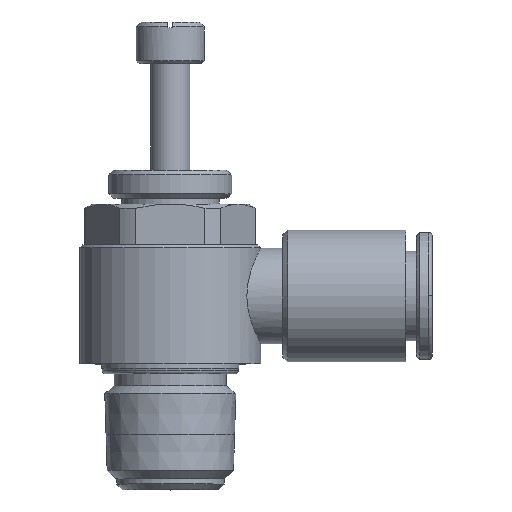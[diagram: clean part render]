
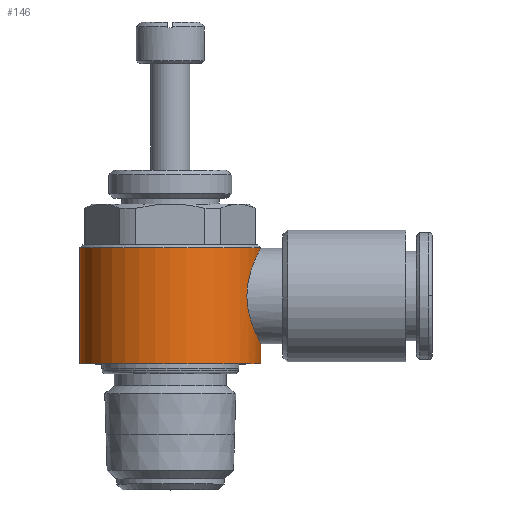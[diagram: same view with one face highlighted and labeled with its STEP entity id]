
A CAD part, top view. The second image highlights one B-rep face of the part: STEP entity #146.
In plain terms, the highlighted cylindrical face has radius 9.25 mm (diameter 18.5 mm), a partial arc.
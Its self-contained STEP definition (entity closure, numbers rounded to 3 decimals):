
#146=ADVANCED_FACE('',(#364),#365,.T.);
#364=FACE_OUTER_BOUND('',#587,.T.);
#365=CYLINDRICAL_SURFACE('',#588,9.25);
#587=EDGE_LOOP('',(#1333,#1334,#1335,#1336,#1337,#1338));
#588=AXIS2_PLACEMENT_3D('',#1339,#1340,#1341);
#1333=ORIENTED_EDGE('',*,*,#1379,.T.);
#1334=ORIENTED_EDGE('',*,*,#1468,.T.);
#1335=ORIENTED_EDGE('',*,*,#1382,.T.);
#1336=ORIENTED_EDGE('',*,*,#1605,.F.);
#1337=ORIENTED_EDGE('',*,*,#1381,.T.);
#1338=ORIENTED_EDGE('',*,*,#1606,.T.);
#1339=CARTESIAN_POINT('',(0.0,5.95,0.0));
#1340=DIRECTION('',(-0.0,1.0,0.0));
#1341=DIRECTION('',(1.0,0.0,0.0));
#1379=EDGE_CURVE('',#1616,#1617,#1618,.T.);
#1381=EDGE_CURVE('',#1611,#1619,#1621,.T.);
#1382=EDGE_CURVE('',#1622,#1608,#1623,.T.);
#1468=EDGE_CURVE('',#1617,#1622,#1781,.T.);
#1605=EDGE_CURVE('',#1611,#1608,#1982,.T.);
#1606=EDGE_CURVE('',#1619,#1616,#1983,.T.);
#1608=VERTEX_POINT('',#1985);
#1611=VERTEX_POINT('',#1989);
#1616=VERTEX_POINT('',#1995);
#1617=VERTEX_POINT('',#1996);
#1618=LINE('',#1997,#1998);
#1619=VERTEX_POINT('',#1999);
#1621=LINE('',#2001,#2002);
#1622=VERTEX_POINT('',#2003);
#1623=LINE('',#2004,#2005);
#1781=B_SPLINE_CURVE_WITH_KNOTS('',3,(#2270,#2271,#2272,#2273,#2274,#2275,#2276,#2277,#2278,#2279,#2280,#2281,#2282,#2283,#2284,#2285,#2286,#2287,#2288,#2289,#2290,#2291,#2292,#2293,#2294,#2295,#2296,#2297,#2298,#2299,#2300,#2301,#2302,#2303),.UNSPECIFIED.,.F.,.F.,(4,2,2,2,2,2,2,2,2,2,2,2,2,2,2,2,4),(7.556,8.499,9.441,10.384,11.327,12.273,13.219,14.165,15.112,16.058,17.004,17.95,18.896,19.839,20.782,21.725,22.667),.UNSPECIFIED.);
#1982=CIRCLE('',#2755,9.25);
#1983=CIRCLE('',#2756,9.25);
#1985=CARTESIAN_POINT('',(9.25,11.9,0.0));
#1989=CARTESIAN_POINT('',(-9.25,11.9,0.));
#1995=CARTESIAN_POINT('',(9.25,0.0,0.0));
#1996=CARTESIAN_POINT('',(9.25,2.05,0.));
#1997=CARTESIAN_POINT('',(9.25,5.95,0.));
#1998=VECTOR('',#2766,1.0);
#1999=CARTESIAN_POINT('',(-9.25,0.0,0.));
#2001=CARTESIAN_POINT('',(-9.25,5.95,0.));
#2002=VECTOR('',#2770,1.0);
#2003=CARTESIAN_POINT('',(9.25,11.85,0.));
#2004=CARTESIAN_POINT('',(9.25,5.95,0.));
#2005=VECTOR('',#2771,1.0);
#2270=CARTESIAN_POINT('',(9.25,2.05,0.));
#2271=CARTESIAN_POINT('',(9.25,2.05,0.314));
#2272=CARTESIAN_POINT('',(9.234,2.081,0.637));
#2273=CARTESIAN_POINT('',(9.167,2.208,1.276));
#2274=CARTESIAN_POINT('',(9.117,2.304,1.592));
#2275=CARTESIAN_POINT('',(8.991,2.556,2.194));
#2276=CARTESIAN_POINT('',(8.915,2.712,2.481));
#2277=CARTESIAN_POINT('',(8.751,3.07,3.009));
#2278=CARTESIAN_POINT('',(8.663,3.272,3.251));
#2279=CARTESIAN_POINT('',(8.49,3.7,3.679));
#2280=CARTESIAN_POINT('',(8.399,3.942,3.881));
#2281=CARTESIAN_POINT('',(8.224,4.47,4.238));
#2282=CARTESIAN_POINT('',(8.141,4.757,4.394));
#2283=CARTESIAN_POINT('',(8.,5.358,4.645));
#2284=CARTESIAN_POINT('',(7.943,5.673,4.742));
#2285=CARTESIAN_POINT('',(7.865,6.311,4.869));
#2286=CARTESIAN_POINT('',(7.846,6.635,4.9));
#2287=CARTESIAN_POINT('',(7.846,7.265,4.9));
#2288=CARTESIAN_POINT('',(7.865,7.589,4.869));
#2289=CARTESIAN_POINT('',(7.943,8.227,4.742));
#2290=CARTESIAN_POINT('',(8.,8.542,4.645));
#2291=CARTESIAN_POINT('',(8.141,9.143,4.394));
#2292=CARTESIAN_POINT('',(8.224,9.43,4.238));
#2293=CARTESIAN_POINT('',(8.399,9.958,3.881));
#2294=CARTESIAN_POINT('',(8.49,10.2,3.679));
#2295=CARTESIAN_POINT('',(8.663,10.628,3.251));
#2296=CARTESIAN_POINT('',(8.751,10.83,3.009));
#2297=CARTESIAN_POINT('',(8.915,11.188,2.481));
#2298=CARTESIAN_POINT('',(8.991,11.344,2.194));
#2299=CARTESIAN_POINT('',(9.117,11.596,1.592));
#2300=CARTESIAN_POINT('',(9.167,11.692,1.276));
#2301=CARTESIAN_POINT('',(9.234,11.819,0.637));
#2302=CARTESIAN_POINT('',(9.25,11.85,0.314));
#2303=CARTESIAN_POINT('',(9.25,11.85,0.));
#2755=AXIS2_PLACEMENT_3D('',#3215,#3216,#3217);
#2756=AXIS2_PLACEMENT_3D('',#3218,#3219,#3220);
#2766=DIRECTION('',(0.0,1.0,0.0));
#2770=DIRECTION('',(-0.0,-1.0,-0.0));
#2771=DIRECTION('',(0.0,1.0,0.0));
#3215=CARTESIAN_POINT('',(0.0,11.9,0.0));
#3216=DIRECTION('',(-0.0,1.0,0.0));
#3217=DIRECTION('',(1.0,0.0,0.0));
#3218=CARTESIAN_POINT('',(0.0,0.0,0.0));
#3219=DIRECTION('',(-0.0,1.0,0.0));
#3220=DIRECTION('',(1.0,0.0,0.0));
